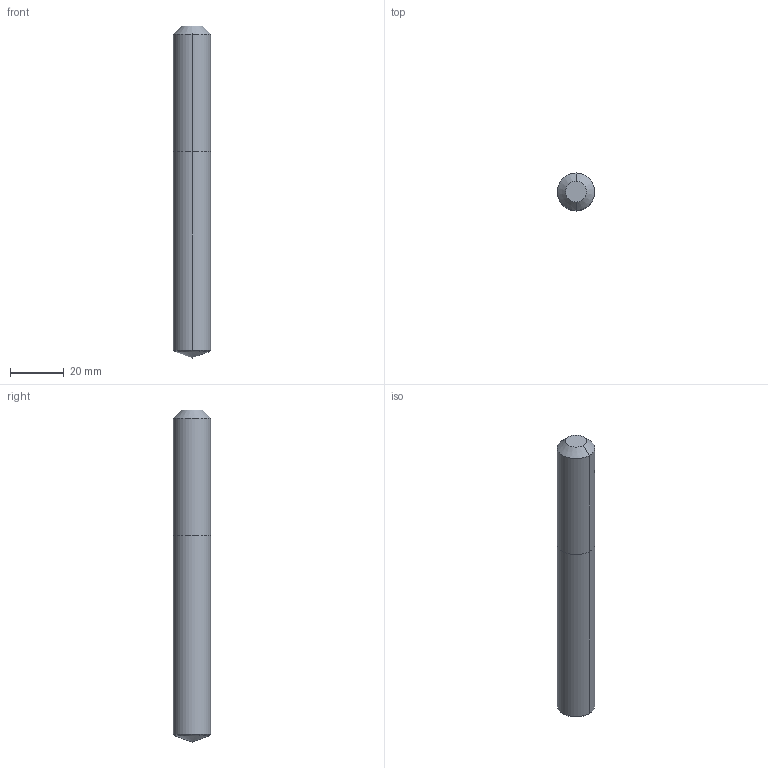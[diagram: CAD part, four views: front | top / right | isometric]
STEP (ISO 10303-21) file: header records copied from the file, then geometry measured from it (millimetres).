
FILE_DESCRIPTION(('STEP AP214'),'1');
FILE_NAME('607685312-000-00-E43.stp','2022-03-02T13:45:38',(' '),(' '),'Spatial InterOp 3D',' ',' ');
FILE_SCHEMA(('AUTOMOTIVE_DESIGN { 1 0 10303 214 1 1 1 1 }'));
Length unit declared in the file: millimetre
Products named in the file (1): 1
Bounding box: 14 x 14 x 124 mm (x, y, z)
Volume: 18642.4 mm3; surface area: 5867.6 mm2
Topology: 2 solids, 2 shells, 13 faces, 36 edges, 37 vertices
Faces by surface type: cone 6, cylinder 4, plane 3
Entity records: 591 total; most frequent: DIRECTION 80, CARTESIAN_POINT 66, ORIENTED_EDGE 44, AXIS2_PLACEMENT_3D 31, STYLED_ITEM 25, PRESENTATION_STYLE_ASSIGNMENT 25, COLOUR_RGB 25, LINE 22
